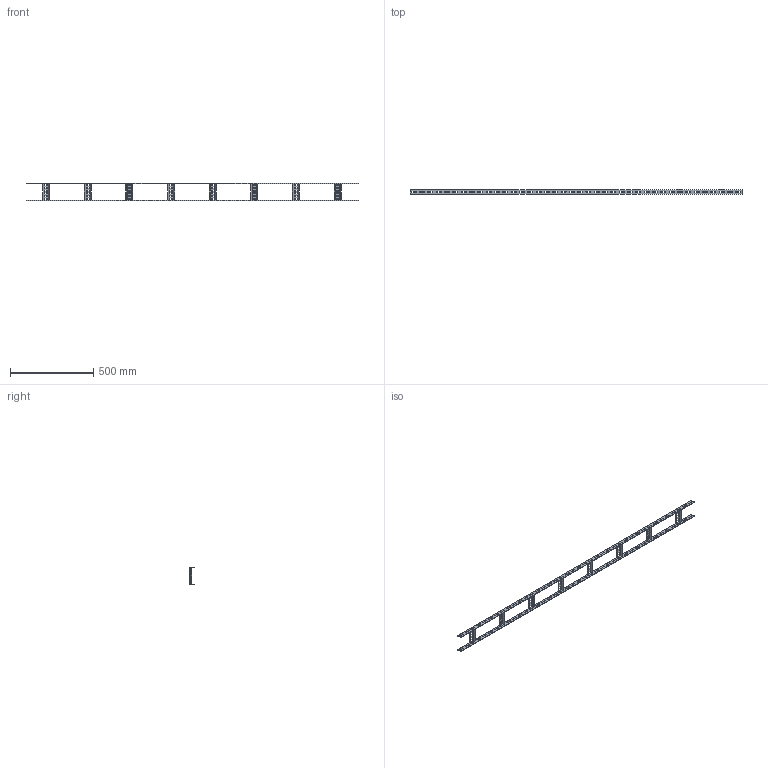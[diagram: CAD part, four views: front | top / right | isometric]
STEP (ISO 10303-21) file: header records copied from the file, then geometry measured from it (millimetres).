
FILE_DESCRIPTION (( 'STEP AP214' ), '1' );
FILE_NAME ('7097123.stp', '2018-01-25T16:07:09', ( '' ), ( '' ), 'SwSTEP 2.0', 'SolidWorks 2016', '' );
FILE_SCHEMA (( 'AUTOMOTIVE_DESIGN' ));
Length unit declared in the file: millimetre
Products named in the file (3): KTS 20.002-006_ohne OBO-Logo; KTS 20.002-002_T-Sprosse-100 56ø; 7097123
Assembly tree (10 placements, depth 2):
  7097123
    KTS 20.002-002_T-Sprosse-100 56ø  x8
    KTS 20.002-006_ohne OBO-Logo  x2
Bounding box: 1994 x 25 x 106 mm (x, y, z)
Volume: 285779.2 mm3; surface area: 282166.4 mm2
Topology: 10 solids, 10 shells, 748 faces, 2184 edges, 1456 vertices
Faces by surface type: plane 412, cylinder 336
Entity records: 8718 total; most frequent: DIRECTION 1518, CARTESIAN_POINT 1481, ORIENTED_EDGE 1464, EDGE_CURVE 732, AXIS2_PLACEMENT_3D 525, VERTEX_POINT 488, VECTOR 468, LINE 468
